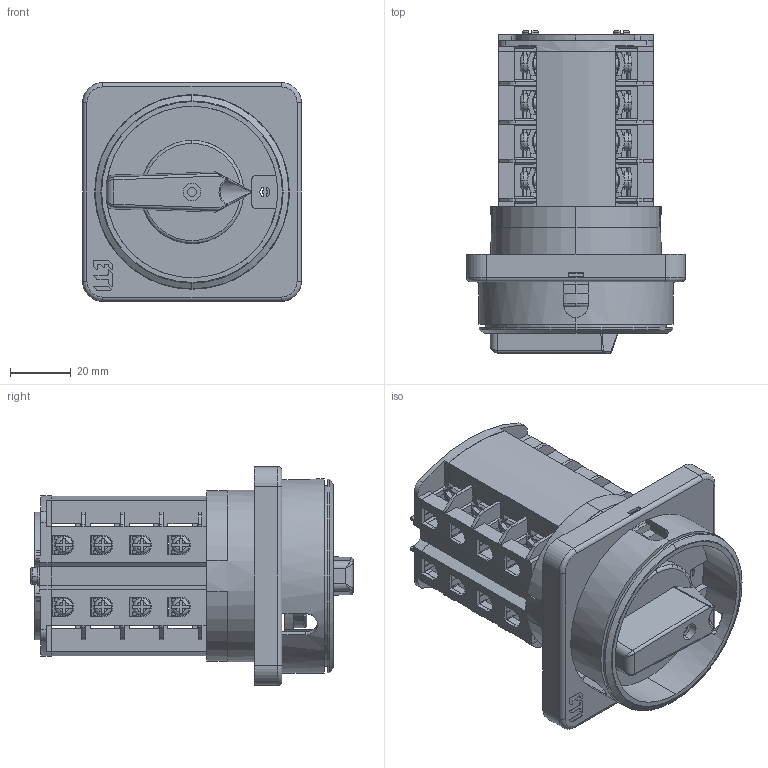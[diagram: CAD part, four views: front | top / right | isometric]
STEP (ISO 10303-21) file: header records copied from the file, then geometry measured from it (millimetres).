
FILE_DESCRIPTION((''),'2;1');
FILE_NAME('004773063_CS_32_U_LK_1P_ASM','2021-12-07T',('marketing.praksa'),('Audax d.o.o.'),'CREO PARAMETRIC BY PTC INC, 2017480','CREO PARAMETRIC BY PTC INC, 2017480','');
FILE_SCHEMA(('AUTOMOTIVE_DESIGN { 1 0 10303 214 1 1 1 1 }'));
Length unit declared in the file: millimetre
Products named in the file (51): PLAIN_WASHER_CLEVIS_PIN_GR-77_1; ZADPLOCABS30_1-1-SOLID1_1; PLAIN_WASHER_CLEVIS_PIN_GR-77_2; ZAVRTKA_M3X6_1_2-2-SOLID1_1; ZAVRTKA_M3X6_1_2-1-SOLID1_1; PORKOV_ASM; OJEKA_ASM; KUKISTE_SO_DZVEZDA_KOMPLET-77_1; S_-301349_-ZAVRTKA_SO_STEL-77_1; S_-301349_-ZAVRTKA_SO_STEL-77_3; S_-301349_-ZAVRTKA_SO_STEL-77_5; S_-301349_-ZAVRTKA_SO_STEL-77_8; S_-301349_-ZAVRTKA_SO_STEL-77_7; S_-301349_-ZAVRTKA_SO_STEL-77_9; S_-301349_-ZAVRTKA_SO_STEL-7_10; S_-301349_-ZAVRTKA_SO_STEL-7_11; S_-301349_-ZAVRTKA_SO_STEL-7_12; S_-301349_-ZAVRTKA_SO_STEL-7_13; S_-301349_-ZAVRTKA_SO_STEL-7_14; S_-301349_-ZAVRTKA_SO_STEL-7_15; S_-301349_-ZAVRTKA_SO_STEL-7_16; S_-301349_-ZAVRTKA_SO_STEL-77_4; S_-301349_-ZAVRTKA_SO_STEL-77_6; S_-301349_-ZAVRTKA_SO_STEL-77_2; BLOKBS30_1-1-SOLID1_1; S_-301349_-ZAVRTKA_SO_STEL-7_17; S_-301349_-ZAVRTKA_SO_STEL-7_18; S_-301349_-ZAVRTKA_SO_STEL-7_19; S_-301349_-ZAVRTKA_SO_STEL-7_20; S_-301349_-ZAVRTKA_SO_STEL-7_21; S_-301349_-ZAVRTKA_SO_STEL-7_22; S_-301349_-ZAVRTKA_SO_STEL-7_23; S_-301349_-ZAVRTKA_SO_STEL-7_24; S_-301349_-ZAVRTKA_SO_STEL-7_25; S_-301349_-ZAVRTKA_SO_STEL-7_26; S_-301349_-ZAVRTKA_SO_STEL-7_27; S_-301349_-ZAVRTKA_SO_STEL-7_28; S_-301349_-ZAVRTKA_SO_STEL-7_29; S_-301349_-ZAVRTKA_SO_STEL-7_30; S_-301349_-ZAVRTKA_SO_STEL-7_31 ...
Assembly tree (50 placements, depth 4):
  004773063_CS_32_U_LK_1P_ASM
    OJEKA_ASM
      PORKOV_ASM
        PLAIN_WASHER_CLEVIS_PIN_GR-77_1
        ZADPLOCABS30_1-1-SOLID1_1
        PLAIN_WASHER_CLEVIS_PIN_GR-77_2
        ZAVRTKA_M3X6_1_2-2-SOLID1_1
        ZAVRTKA_M3X6_1_2-1-SOLID1_1
    KUKISTE_SO_DZVEZDA_KOMPLET-77_1
    NIERA_ASM
      S_-301349_-ZAVRTKA_SO_STEL-77_1
      S_-301349_-ZAVRTKA_SO_STEL-77_3
      S_-301349_-ZAVRTKA_SO_STEL-77_5
      S_-301349_-ZAVRTKA_SO_STEL-77_8
      S_-301349_-ZAVRTKA_SO_STEL-77_7
      S_-301349_-ZAVRTKA_SO_STEL-77_9
      S_-301349_-ZAVRTKA_SO_STEL-7_10
      S_-301349_-ZAVRTKA_SO_STEL-7_11
      S_-301349_-ZAVRTKA_SO_STEL-7_12
      S_-301349_-ZAVRTKA_SO_STEL-7_13
      S_-301349_-ZAVRTKA_SO_STEL-7_14
      S_-301349_-ZAVRTKA_SO_STEL-7_15
      S_-301349_-ZAVRTKA_SO_STEL-7_16
      S_-301349_-ZAVRTKA_SO_STEL-77_4
      S_-301349_-ZAVRTKA_SO_STEL-77_6
      S_-301349_-ZAVRTKA_SO_STEL-77_2
      BLOKBS30_1-1-SOLID1_1
      S_-301349_-ZAVRTKA_SO_STEL-7_17
      S_-301349_-ZAVRTKA_SO_STEL-7_18
      S_-301349_-ZAVRTKA_SO_STEL-7_19
      S_-301349_-ZAVRTKA_SO_STEL-7_20
      S_-301349_-ZAVRTKA_SO_STEL-7_21
      S_-301349_-ZAVRTKA_SO_STEL-7_22
      S_-301349_-ZAVRTKA_SO_STEL-7_23
      S_-301349_-ZAVRTKA_SO_STEL-7_24
      S_-301349_-ZAVRTKA_SO_STEL-7_25
      S_-301349_-ZAVRTKA_SO_STEL-7_26
      S_-301349_-ZAVRTKA_SO_STEL-7_27
      S_-301349_-ZAVRTKA_SO_STEL-7_28
      S_-301349_-ZAVRTKA_SO_STEL-7_29
      S_-301349_-ZAVRTKA_SO_STEL-7_30
      S_-301349_-ZAVRTKA_SO_STEL-7_31
      S_-301349_-ZAVRTKA_SO_STEL-7_32
    KOMPLET_BS40_BRAVA_LK_TONI-77_1
    KOMPLET_BS40_BRAVA_LK_TONI-77_2
    KUKISTE_SO_DZVEZDA_KOMPLET-77_2
    KOMPLET_BS40_BRAVA_LK_TONI-77_3
    PRT9565_1_ASM
      PRT9565_1_1
      PRT9565_1_2
      PRT9565_1_3
Bounding box: 72 x 106.05 x 72 mm (x, y, z)
Volume: 112149.1 mm3; surface area: 129877.1 mm2
Topology: 46 solids, 52 shells, 6005 faces, 16973 edges, 11029 vertices
Faces by surface type: plane 3833, cylinder 1582, bspline 283, cone 186, torus 118, sphere 3
Entity records: 261778 total; most frequent: CARTESIAN_POINT 53398, ORIENTED_EDGE 33678, DIRECTION 30350, PRESENTATION_STYLE_ASSIGNMENT 16929, STYLED_ITEM 16929, CURVE_STYLE 16839, EDGE_CURVE 16839, VECTOR 11402
